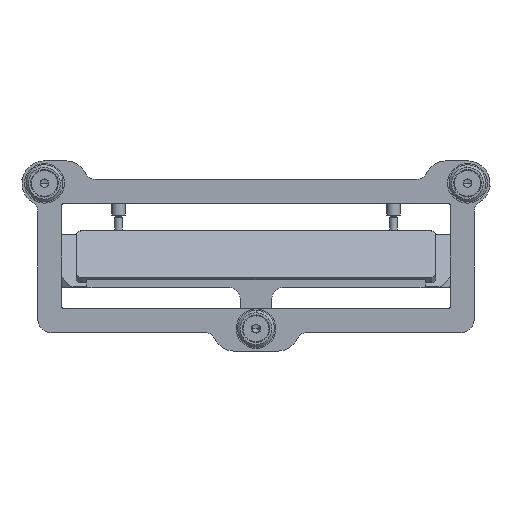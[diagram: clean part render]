
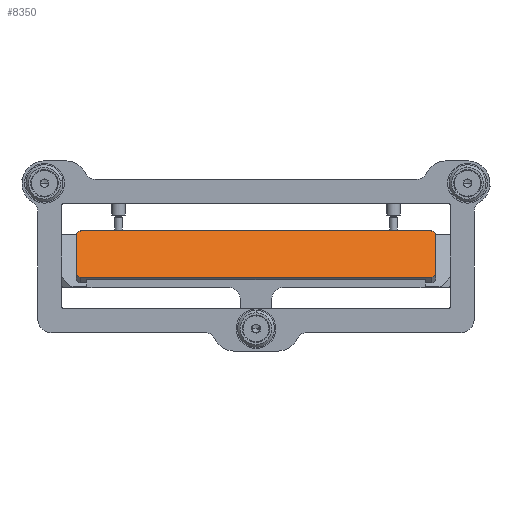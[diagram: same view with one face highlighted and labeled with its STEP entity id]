
A CAD part, front view. The second image highlights one B-rep face of the part: STEP entity #8350.
In plain terms, the highlighted planar face has unit normal (0, -0.707, 0.707).
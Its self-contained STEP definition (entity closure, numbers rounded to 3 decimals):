
#64 = CARTESIAN_POINT ( 'NONE',  ( -66.5, 185.339, 8.839 ) ) ;
#186 = DIRECTION ( 'NONE',  ( -0.707, -0.5, -0.5 ) ) ;
#256 = DIRECTION ( 'NONE',  ( 0., 0.707, -0.707 ) ) ;
#575 = CARTESIAN_POINT ( 'NONE',  ( -68., 168.722, -7.778 ) ) ;
#586 = ORIENTED_EDGE ( 'NONE', *, *, #9526, .T. ) ;
#825 = EDGE_LOOP ( 'NONE', ( #2073, #4983, #7879, #3993, #8273, #5228, #586, #4828 ) ) ;
#839 = CARTESIAN_POINT ( 'NONE',  ( -66.5, 167.661, -8.839 ) ) ;
#852 = LINE ( 'NONE', #6288, #4412 ) ;
#926 = VERTEX_POINT ( 'NONE', #2867 ) ;
#1149 = CARTESIAN_POINT ( 'NONE',  ( -68., 184.278, 7.778 ) ) ;
#1346 = CARTESIAN_POINT ( 'NONE',  ( -66.5, 167.661, -8.839 ) ) ;
#1539 = CARTESIAN_POINT ( 'NONE',  ( 66.5, 167.661, -8.839 ) ) ;
#1612 = AXIS2_PLACEMENT_3D ( 'NONE', #7823, #256, #3992 ) ;
#2012 = DIRECTION ( 'NONE',  ( 0., 0.707, 0.707 ) ) ;
#2073 = ORIENTED_EDGE ( 'NONE', *, *, #9463, .T. ) ;
#2315 = VERTEX_POINT ( 'NONE', #64 ) ;
#2336 = EDGE_CURVE ( 'NONE', #4535, #2637, #3075, .T. ) ;
#2388 = LINE ( 'NONE', #7473, #6798 ) ;
#2423 = CARTESIAN_POINT ( 'NONE',  ( -68., 184.278, 7.778 ) ) ;
#2637 = VERTEX_POINT ( 'NONE', #8245 ) ;
#2867 = CARTESIAN_POINT ( 'NONE',  ( 66.5, 185.339, 8.839 ) ) ;
#2885 = LINE ( 'NONE', #8811, #8417 ) ;
#3065 = DIRECTION ( 'NONE',  ( 0.707, -0.5, -0.5 ) ) ;
#3075 = LINE ( 'NONE', #9081, #4961 ) ;
#3479 = VERTEX_POINT ( 'NONE', #575 ) ;
#3992 = DIRECTION ( 'NONE',  ( -1., 0., 0. ) ) ;
#3993 = ORIENTED_EDGE ( 'NONE', *, *, #6456, .T. ) ;
#4131 = FACE_OUTER_BOUND ( 'NONE', #825, .T. ) ;
#4412 = VECTOR ( 'NONE', #7829, 1000. ) ;
#4451 = VECTOR ( 'NONE', #8180, 1000. ) ;
#4494 = VERTEX_POINT ( 'NONE', #1149 ) ;
#4535 = VERTEX_POINT ( 'NONE', #1539 ) ;
#4657 = EDGE_CURVE ( 'NONE', #6382, #4535, #7986, .T. ) ;
#4828 = ORIENTED_EDGE ( 'NONE', *, *, #8698, .T. ) ;
#4961 = VECTOR ( 'NONE', #7587, 1000. ) ;
#4983 = ORIENTED_EDGE ( 'NONE', *, *, #7277, .T. ) ;
#5228 = ORIENTED_EDGE ( 'NONE', *, *, #2336, .T. ) ;
#5513 = DIRECTION ( 'NONE',  ( -0.707, 0.5, 0.5 ) ) ;
#5751 = LINE ( 'NONE', #6482, #6597 ) ;
#5960 = VECTOR ( 'NONE', #186, 1000. ) ;
#6036 = CARTESIAN_POINT ( 'NONE',  ( 68., 184.278, 7.778 ) ) ;
#6174 = LINE ( 'NONE', #2423, #5960 ) ;
#6288 = CARTESIAN_POINT ( 'NONE',  ( -66.5, 185.339, 8.839 ) ) ;
#6382 = VERTEX_POINT ( 'NONE', #839 ) ;
#6456 = EDGE_CURVE ( 'NONE', #3479, #6382, #2388, .T. ) ;
#6482 = CARTESIAN_POINT ( 'NONE',  ( 68., 184.278, 7.778 ) ) ;
#6590 = DIRECTION ( 'NONE',  ( 0., -0.707, -0.707 ) ) ;
#6597 = VECTOR ( 'NONE', #2012, 1000. ) ;
#6790 = VERTEX_POINT ( 'NONE', #6036 ) ;
#6798 = VECTOR ( 'NONE', #3065, 1000. ) ;
#6954 = PLANE ( 'NONE',  #1612 ) ;
#7277 = EDGE_CURVE ( 'NONE', #2315, #4494, #6174, .T. ) ;
#7473 = CARTESIAN_POINT ( 'NONE',  ( -68., 168.722, -7.778 ) ) ;
#7587 = DIRECTION ( 'NONE',  ( 0.707, 0.5, 0.5 ) ) ;
#7652 = VECTOR ( 'NONE', #5513, 1000. ) ;
#7823 = CARTESIAN_POINT ( 'NONE',  ( 0., -49.251, -225.751 ) ) ;
#7829 = DIRECTION ( 'NONE',  ( -1., 0., 0. ) ) ;
#7879 = ORIENTED_EDGE ( 'NONE', *, *, #8545, .T. ) ;
#7986 = LINE ( 'NONE', #1346, #4451 ) ;
#8180 = DIRECTION ( 'NONE',  ( 1., 0., 0. ) ) ;
#8245 = CARTESIAN_POINT ( 'NONE',  ( 68., 168.722, -7.778 ) ) ;
#8273 = ORIENTED_EDGE ( 'NONE', *, *, #4657, .T. ) ;
#8350 = ADVANCED_FACE ( 'NONE', ( #4131 ), #6954, .F. ) ;
#8417 = VECTOR ( 'NONE', #6590, 1000. ) ;
#8418 = CARTESIAN_POINT ( 'NONE',  ( 66.5, 185.339, 8.839 ) ) ;
#8545 = EDGE_CURVE ( 'NONE', #4494, #3479, #2885, .T. ) ;
#8698 = EDGE_CURVE ( 'NONE', #6790, #926, #9185, .T. ) ;
#8811 = CARTESIAN_POINT ( 'NONE',  ( -68., 184.278, 7.778 ) ) ;
#9081 = CARTESIAN_POINT ( 'NONE',  ( 66.5, 167.661, -8.839 ) ) ;
#9185 = LINE ( 'NONE', #8418, #7652 ) ;
#9463 = EDGE_CURVE ( 'NONE', #926, #2315, #852, .T. ) ;
#9526 = EDGE_CURVE ( 'NONE', #2637, #6790, #5751, .T. ) ;
